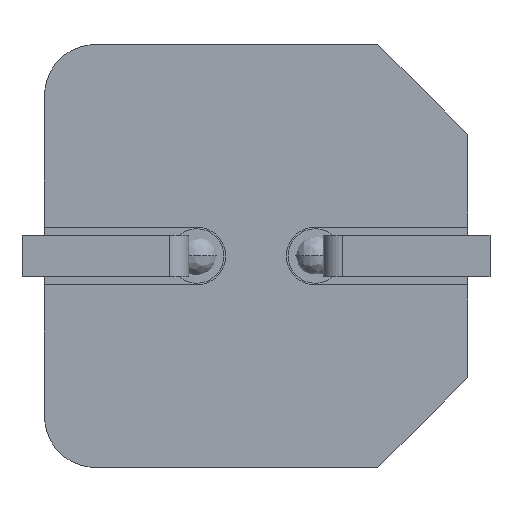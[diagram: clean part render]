
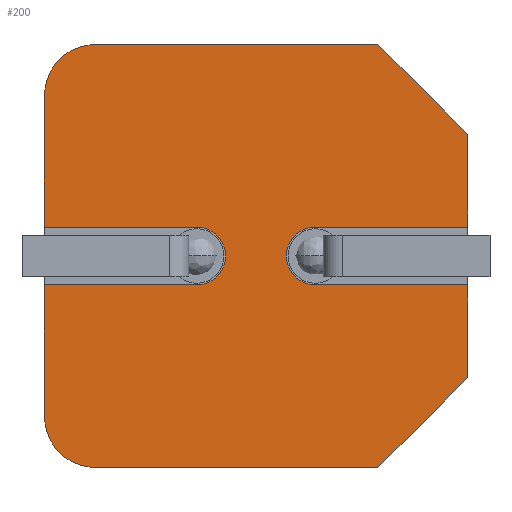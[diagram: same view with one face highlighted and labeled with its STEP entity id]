
A CAD part, front view. The second image highlights one B-rep face of the part: STEP entity #200.
In plain terms, the highlighted planar face has unit normal (0, -1, 0).
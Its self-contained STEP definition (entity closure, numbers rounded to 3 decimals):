
#7 = VECTOR ( 'NONE', #795, 1000. ) ;
#11 = ORIENTED_EDGE ( 'NONE', *, *, #159, .T. ) ;
#28 = ORIENTED_EDGE ( 'NONE', *, *, #721, .T. ) ;
#33 = CARTESIAN_POINT ( 'NONE',  ( -2.5, 0., 3.3 ) ) ;
#40 = VERTEX_POINT ( 'NONE', #895 ) ;
#56 = CARTESIAN_POINT ( 'NONE',  ( -3.3, 0., 2.5 ) ) ;
#86 = AXIS2_PLACEMENT_3D ( 'NONE', #1068, #1763, #876 ) ;
#87 = CIRCLE ( 'NONE', #1956, 0.45 ) ;
#101 = LINE ( 'NONE', #618, #915 ) ;
#129 = EDGE_CURVE ( 'NONE', #1462, #1109, #796, .T. ) ;
#137 = CARTESIAN_POINT ( 'NONE',  ( 3.3, 0., 3.3 ) ) ;
#154 = VECTOR ( 'NONE', #1947, 1000. ) ;
#159 = EDGE_CURVE ( 'NONE', #1109, #458, #455, .T. ) ;
#197 = CARTESIAN_POINT ( 'NONE',  ( 0., 0., 0.45 ) ) ;
#200 = ADVANCED_FACE ( 'NONE', ( #610 ), #1505, .T. ) ;
#205 = CARTESIAN_POINT ( 'NONE',  ( 1.9, 0., 3.3 ) ) ;
#206 = ORIENTED_EDGE ( 'NONE', *, *, #1962, .T. ) ;
#225 = VECTOR ( 'NONE', #1798, 1000. ) ;
#243 = EDGE_CURVE ( 'NONE', #2189, #404, #101, .T. ) ;
#277 = EDGE_CURVE ( 'NONE', #1926, #1462, #87, .T. ) ;
#294 = VERTEX_POINT ( 'NONE', #2173 ) ;
#317 = ORIENTED_EDGE ( 'NONE', *, *, #1685, .T. ) ;
#340 = DIRECTION ( 'NONE',  ( 0., -1., 0. ) ) ;
#351 = CARTESIAN_POINT ( 'NONE',  ( 3.3, 0., -0.45 ) ) ;
#365 = VERTEX_POINT ( 'NONE', #1208 ) ;
#385 = CARTESIAN_POINT ( 'NONE',  ( -0.925, 0., 0.45 ) ) ;
#402 = ORIENTED_EDGE ( 'NONE', *, *, #1292, .T. ) ;
#404 = VERTEX_POINT ( 'NONE', #33 ) ;
#406 = VERTEX_POINT ( 'NONE', #1262 ) ;
#413 = AXIS2_PLACEMENT_3D ( 'NONE', #1552, #2068, #1591 ) ;
#424 = CARTESIAN_POINT ( 'NONE',  ( 0., 0., 0.45 ) ) ;
#455 = LINE ( 'NONE', #1670, #1414 ) ;
#458 = VERTEX_POINT ( 'NONE', #2107 ) ;
#465 = EDGE_CURVE ( 'NONE', #1029, #1811, #913, .T. ) ;
#482 = VECTOR ( 'NONE', #1828, 1000. ) ;
#490 = ORIENTED_EDGE ( 'NONE', *, *, #2017, .T. ) ;
#495 = CARTESIAN_POINT ( 'NONE',  ( 3.3, 0., 3.3 ) ) ;
#504 = VERTEX_POINT ( 'NONE', #1657 ) ;
#523 = AXIS2_PLACEMENT_3D ( 'NONE', #822, #340, #1499 ) ;
#578 = LINE ( 'NONE', #1261, #154 ) ;
#610 = FACE_OUTER_BOUND ( 'NONE', #2210, .T. ) ;
#618 = CARTESIAN_POINT ( 'NONE',  ( 0., 0., 3.3 ) ) ;
#623 = AXIS2_PLACEMENT_3D ( 'NONE', #1850, #1684, #1129 ) ;
#631 = CARTESIAN_POINT ( 'NONE',  ( 3.3, 0., -1.9 ) ) ;
#656 = LINE ( 'NONE', #137, #1749 ) ;
#657 = VECTOR ( 'NONE', #999, 1000. ) ;
#721 = EDGE_CURVE ( 'NONE', #406, #365, #1032, .T. ) ;
#722 = ORIENTED_EDGE ( 'NONE', *, *, #129, .T. ) ;
#725 = DIRECTION ( 'NONE',  ( 0.707, 0., 0.707 ) ) ;
#780 = ORIENTED_EDGE ( 'NONE', *, *, #1424, .T. ) ;
#788 = LINE ( 'NONE', #1458, #1197 ) ;
#795 = DIRECTION ( 'NONE',  ( 1., 0., 0. ) ) ;
#796 = LINE ( 'NONE', #2009, #1917 ) ;
#822 = CARTESIAN_POINT ( 'NONE',  ( -2.5, 0., 2.5 ) ) ;
#851 = VERTEX_POINT ( 'NONE', #1780 ) ;
#874 = DIRECTION ( 'NONE',  ( 1., 0., 0. ) ) ;
#876 = DIRECTION ( 'NONE',  ( 0., 0., -1. ) ) ;
#879 = CIRCLE ( 'NONE', #86, 0.45 ) ;
#895 = CARTESIAN_POINT ( 'NONE',  ( 3.3, 0., 1.9 ) ) ;
#913 = LINE ( 'NONE', #1607, #1240 ) ;
#915 = VECTOR ( 'NONE', #1495, 1000. ) ;
#944 = LINE ( 'NONE', #1818, #482 ) ;
#966 = DIRECTION ( 'NONE',  ( -1., 0., 0. ) ) ;
#999 = DIRECTION ( 'NONE',  ( 0., 0., 1. ) ) ;
#1013 = DIRECTION ( 'NONE',  ( 0., 0., 1. ) ) ;
#1029 = VERTEX_POINT ( 'NONE', #1532 ) ;
#1032 = LINE ( 'NONE', #197, #1382 ) ;
#1039 = VERTEX_POINT ( 'NONE', #56 ) ;
#1063 = ORIENTED_EDGE ( 'NONE', *, *, #243, .T. ) ;
#1068 = CARTESIAN_POINT ( 'NONE',  ( 0.925, 0., 0. ) ) ;
#1080 = CARTESIAN_POINT ( 'NONE',  ( -0.925, 0., -0.45 ) ) ;
#1109 = VERTEX_POINT ( 'NONE', #2071 ) ;
#1129 = DIRECTION ( 'NONE',  ( 0., 0., -1. ) ) ;
#1138 = ORIENTED_EDGE ( 'NONE', *, *, #465, .T. ) ;
#1140 = LINE ( 'NONE', #1434, #225 ) ;
#1142 = LINE ( 'NONE', #495, #657 ) ;
#1187 = EDGE_CURVE ( 'NONE', #1039, #504, #788, .T. ) ;
#1197 = VECTOR ( 'NONE', #2126, 1000. ) ;
#1208 = CARTESIAN_POINT ( 'NONE',  ( 3.3, 0., 0.45 ) ) ;
#1235 = EDGE_CURVE ( 'NONE', #504, #1926, #1275, .T. ) ;
#1240 = VECTOR ( 'NONE', #725, 1000. ) ;
#1252 = ORIENTED_EDGE ( 'NONE', *, *, #2040, .T. ) ;
#1261 = CARTESIAN_POINT ( 'NONE',  ( 0., 0., -3.3 ) ) ;
#1262 = CARTESIAN_POINT ( 'NONE',  ( 0.925, 0., 0.45 ) ) ;
#1275 = LINE ( 'NONE', #424, #7 ) ;
#1292 = EDGE_CURVE ( 'NONE', #365, #40, #1142, .T. ) ;
#1319 = DIRECTION ( 'NONE',  ( 0., 0., -1. ) ) ;
#1382 = VECTOR ( 'NONE', #874, 1000. ) ;
#1414 = VECTOR ( 'NONE', #1319, 1000. ) ;
#1424 = EDGE_CURVE ( 'NONE', #458, #294, #1710, .T. ) ;
#1434 = CARTESIAN_POINT ( 'NONE',  ( 3.3, 0., 1.9 ) ) ;
#1458 = CARTESIAN_POINT ( 'NONE',  ( -3.3, 0., 0. ) ) ;
#1462 = VERTEX_POINT ( 'NONE', #1080 ) ;
#1495 = DIRECTION ( 'NONE',  ( -1., 0., 0. ) ) ;
#1499 = DIRECTION ( 'NONE',  ( 0., 0., -1. ) ) ;
#1505 = PLANE ( 'NONE',  #623 ) ;
#1531 = CARTESIAN_POINT ( 'NONE',  ( -0.925, 0., 0. ) ) ;
#1532 = CARTESIAN_POINT ( 'NONE',  ( 1.9, 0., -3.3 ) ) ;
#1552 = CARTESIAN_POINT ( 'NONE',  ( -2.5, 0., -2.5 ) ) ;
#1591 = DIRECTION ( 'NONE',  ( 0., 0., -1. ) ) ;
#1604 = CIRCLE ( 'NONE', #523, 0.8 ) ;
#1607 = CARTESIAN_POINT ( 'NONE',  ( 1.9, 0., -3.3 ) ) ;
#1657 = CARTESIAN_POINT ( 'NONE',  ( -3.3, 0., 0.45 ) ) ;
#1664 = EDGE_CURVE ( 'NONE', #40, #2189, #1140, .T. ) ;
#1670 = CARTESIAN_POINT ( 'NONE',  ( -3.3, 0., 0. ) ) ;
#1671 = EDGE_CURVE ( 'NONE', #2116, #851, #944, .T. ) ;
#1684 = DIRECTION ( 'NONE',  ( 0., -1., 0. ) ) ;
#1685 = EDGE_CURVE ( 'NONE', #294, #1029, #578, .T. ) ;
#1710 = CIRCLE ( 'NONE', #413, 0.8 ) ;
#1749 = VECTOR ( 'NONE', #1013, 1000. ) ;
#1763 = DIRECTION ( 'NONE',  ( 0., 1., 0. ) ) ;
#1780 = CARTESIAN_POINT ( 'NONE',  ( 0.925, 0., -0.45 ) ) ;
#1798 = DIRECTION ( 'NONE',  ( -0.707, 0., 0.707 ) ) ;
#1811 = VERTEX_POINT ( 'NONE', #631 ) ;
#1818 = CARTESIAN_POINT ( 'NONE',  ( 0., 0., -0.45 ) ) ;
#1828 = DIRECTION ( 'NONE',  ( -1., 0., 0. ) ) ;
#1850 = CARTESIAN_POINT ( 'NONE',  ( 0., 0., 0. ) ) ;
#1863 = DIRECTION ( 'NONE',  ( 0., 1., 0. ) ) ;
#1865 = ORIENTED_EDGE ( 'NONE', *, *, #1664, .T. ) ;
#1917 = VECTOR ( 'NONE', #966, 1000. ) ;
#1926 = VERTEX_POINT ( 'NONE', #385 ) ;
#1947 = DIRECTION ( 'NONE',  ( 1., 0., 0. ) ) ;
#1956 = AXIS2_PLACEMENT_3D ( 'NONE', #1531, #1863, #2031 ) ;
#1962 = EDGE_CURVE ( 'NONE', #851, #406, #879, .T. ) ;
#2009 = CARTESIAN_POINT ( 'NONE',  ( 0., 0., -0.45 ) ) ;
#2015 = ORIENTED_EDGE ( 'NONE', *, *, #1235, .T. ) ;
#2017 = EDGE_CURVE ( 'NONE', #1811, #2116, #656, .T. ) ;
#2031 = DIRECTION ( 'NONE',  ( 0., 0., -1. ) ) ;
#2040 = EDGE_CURVE ( 'NONE', #404, #1039, #1604, .T. ) ;
#2045 = ORIENTED_EDGE ( 'NONE', *, *, #1187, .T. ) ;
#2068 = DIRECTION ( 'NONE',  ( 0., -1., 0. ) ) ;
#2071 = CARTESIAN_POINT ( 'NONE',  ( -3.3, 0., -0.45 ) ) ;
#2107 = CARTESIAN_POINT ( 'NONE',  ( -3.3, 0., -2.5 ) ) ;
#2116 = VERTEX_POINT ( 'NONE', #351 ) ;
#2126 = DIRECTION ( 'NONE',  ( 0., 0., -1. ) ) ;
#2167 = ORIENTED_EDGE ( 'NONE', *, *, #1671, .T. ) ;
#2173 = CARTESIAN_POINT ( 'NONE',  ( -2.5, 0., -3.3 ) ) ;
#2179 = ORIENTED_EDGE ( 'NONE', *, *, #277, .T. ) ;
#2189 = VERTEX_POINT ( 'NONE', #205 ) ;
#2210 = EDGE_LOOP ( 'NONE', ( #2179, #722, #11, #780, #317, #1138, #490, #2167, #206, #28, #402, #1865, #1063, #1252, #2045, #2015 ) ) ;
